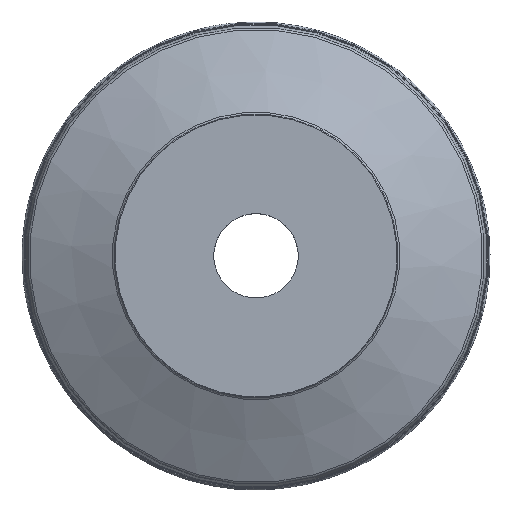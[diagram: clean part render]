
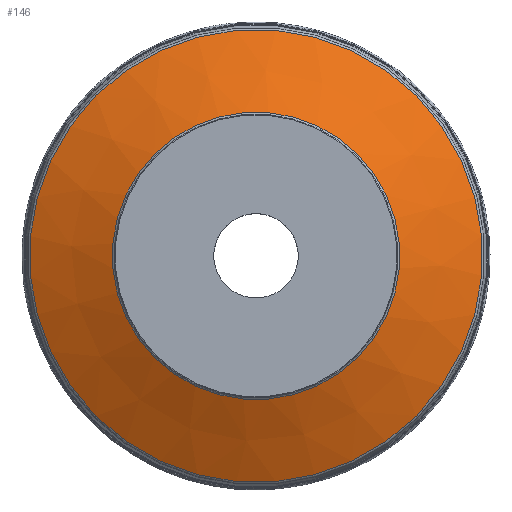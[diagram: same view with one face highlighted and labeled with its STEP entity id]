
A CAD part, top view. The second image highlights one B-rep face of the part: STEP entity #146.
In plain terms, the highlighted conical face has half-angle 63.964 degrees and reference radius 128.62 mm.
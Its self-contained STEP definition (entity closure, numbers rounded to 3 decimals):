
#108=CONICAL_SURFACE('',#786,128.62,63.964);
#146=ADVANCED_FACE('CN_SU3',(#212,#213),#108,.T.);
#212=FACE_BOUND('',#287,.T.);
#213=FACE_BOUND('',#288,.T.);
#287=EDGE_LOOP('',(#365));
#288=EDGE_LOOP('',(#366));
#365=ORIENTED_EDGE('',*,*,#470,.T.);
#366=ORIENTED_EDGE('',*,*,#471,.T.);
#430=VERTEX_POINT('',#1136);
#431=VERTEX_POINT('',#1138);
#470=EDGE_CURVE('',#430,#430,#509,.T.);
#471=EDGE_CURVE('',#431,#431,#510,.T.);
#509=CIRCLE('',#784,127.825);
#510=CIRCLE('',#785,81.122);
#784=AXIS2_PLACEMENT_3D('',#1135,#942,#943);
#785=AXIS2_PLACEMENT_3D('',#1137,#944,#945);
#786=AXIS2_PLACEMENT_3D('',#1139,#946,#947);
#942=DIRECTION('',(0.,0.,1.));
#943=DIRECTION('',(0.966,0.259,0.));
#944=DIRECTION('',(0.,0.,-1.));
#945=DIRECTION('',(-0.966,-0.259,0.));
#946=DIRECTION('',(0.,0.,-1.));
#947=DIRECTION('',(-0.966,-0.259,0.));
#1135=CARTESIAN_POINT('',(0.,0.,
-39.612));
#1136=CARTESIAN_POINT('',(123.47,33.084,-39.612));
#1137=CARTESIAN_POINT('',(0.,0.,-16.797));
#1138=CARTESIAN_POINT('',(-78.358,-20.996,-16.797));
#1139=CARTESIAN_POINT('',(0.,0.,
-40.));
